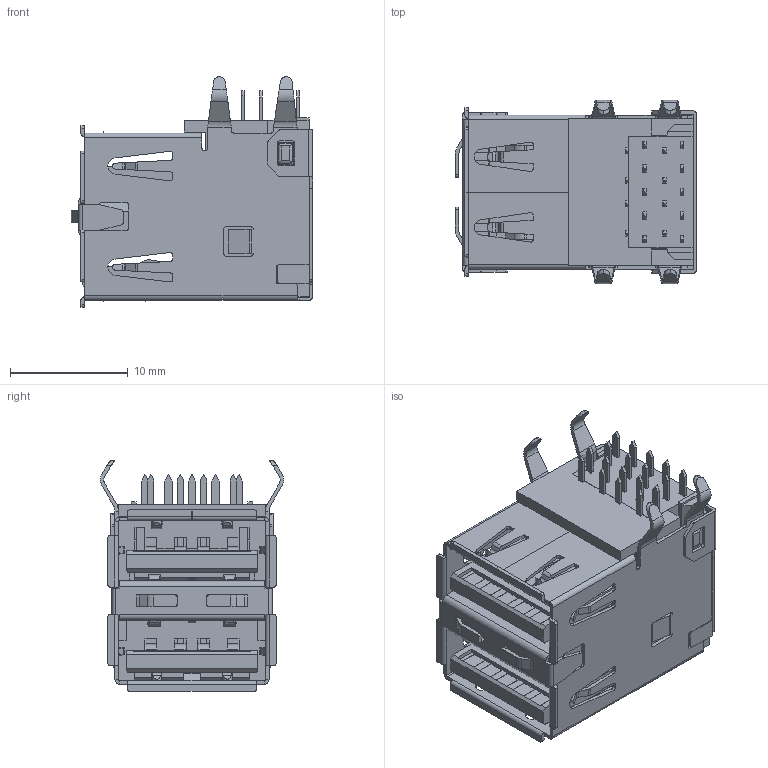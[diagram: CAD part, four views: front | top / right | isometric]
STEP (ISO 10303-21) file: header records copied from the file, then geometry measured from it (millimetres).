
FILE_DESCRIPTION(('STEP AP203'),'1');
FILE_NAME('44000.stp','2014-10-28T23:09:23',('TraceParts'),('TraceParts S.A.'),'XStep 1.0',' ',' ');
FILE_SCHEMA(('CONFIG_CONTROL_DESIGN'));
Length unit declared in the file: millimetre
Products named in the file (24): 1; 2; 3; 4; 5; 6; 7; 8; 9; 10; 11; 12; 13; 14; 15; 16; 17; 18; 19; 20; 21; 22; 23; 24
Bounding box: 20.5 x 15.59 x 19.61 mm (x, y, z)
Volume: 2216 mm3; surface area: 8155.2 mm2
Topology: 24 solids, 24 shells, 2041 faces, 5812 edges, 3812 vertices
Faces by surface type: plane 1431, cylinder 598, bspline 12
Entity records: 67643 total; most frequent: CARTESIAN_POINT 12250, ORIENTED_EDGE 11624, DIRECTION 11087, EDGE_CURVE 5812, LINE 4569, VECTOR 4569, VERTEX_POINT 3812, AXIS2_PLACEMENT_3D 3259
